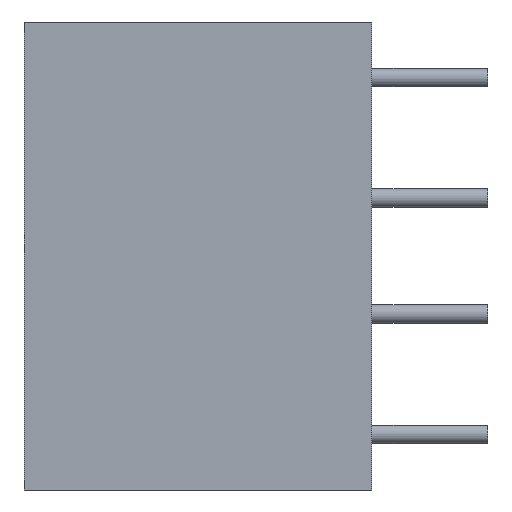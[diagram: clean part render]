
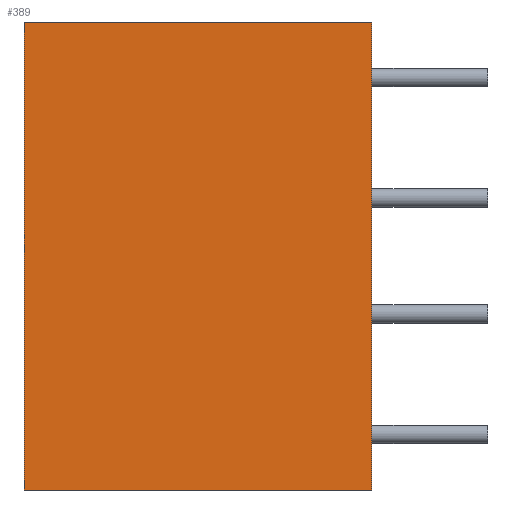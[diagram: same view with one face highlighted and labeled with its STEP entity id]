
A CAD part, left-side view. The second image highlights one B-rep face of the part: STEP entity #389.
In plain terms, the highlighted planar face has unit normal (-1, 0, 0).
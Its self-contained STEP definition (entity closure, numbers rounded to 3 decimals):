
#13 = ORIENTED_EDGE ( 'NONE', *, *, #705, .T. ) ;
#22 = DIRECTION ( 'NONE',  ( 1., 0., 0. ) ) ;
#31 = LINE ( 'NONE', #486, #468 ) ;
#56 = CARTESIAN_POINT ( 'NONE',  ( -17., 20., 10.1 ) ) ;
#60 = LINE ( 'NONE', #205, #383 ) ;
#69 = VERTEX_POINT ( 'NONE', #626 ) ;
#87 = EDGE_CURVE ( 'NONE', #632, #823, #544, .T. ) ;
#205 = CARTESIAN_POINT ( 'NONE',  ( -17., 20., 10.1 ) ) ;
#214 = DIRECTION ( 'NONE',  ( 0., 0., 1. ) ) ;
#216 = EDGE_CURVE ( 'NONE', #69, #564, #31, .T. ) ;
#223 = DIRECTION ( 'NONE',  ( 0., -1., 0. ) ) ;
#322 = ORIENTED_EDGE ( 'NONE', *, *, #216, .T. ) ;
#356 = ORIENTED_EDGE ( 'NONE', *, *, #87, .F. ) ;
#383 = VECTOR ( 'NONE', #647, 1000. ) ;
#389 = ADVANCED_FACE ( 'NONE', ( #649 ), #674, .F. ) ;
#422 = ORIENTED_EDGE ( 'NONE', *, *, #553, .F. ) ;
#468 = VECTOR ( 'NONE', #214, 1000. ) ;
#486 = CARTESIAN_POINT ( 'NONE',  ( -17., 5., 10.1 ) ) ;
#506 = CARTESIAN_POINT ( 'NONE',  ( -17., 20., -10.1 ) ) ;
#519 = DIRECTION ( 'NONE',  ( 0., 0., -1. ) ) ;
#544 = LINE ( 'NONE', #56, #714 ) ;
#553 = EDGE_CURVE ( 'NONE', #823, #564, #60, .T. ) ;
#564 = VERTEX_POINT ( 'NONE', #790 ) ;
#574 = LINE ( 'NONE', #663, #820 ) ;
#626 = CARTESIAN_POINT ( 'NONE',  ( -17., 5., -10.1 ) ) ;
#632 = VERTEX_POINT ( 'NONE', #506 ) ;
#647 = DIRECTION ( 'NONE',  ( 0., -1., 0. ) ) ;
#649 = FACE_OUTER_BOUND ( 'NONE', #700, .T. ) ;
#662 = AXIS2_PLACEMENT_3D ( 'NONE', #885, #22, #519 ) ;
#663 = CARTESIAN_POINT ( 'NONE',  ( -17., 20., -10.1 ) ) ;
#674 = PLANE ( 'NONE',  #662 ) ;
#684 = CARTESIAN_POINT ( 'NONE',  ( -17., 20., 10.1 ) ) ;
#700 = EDGE_LOOP ( 'NONE', ( #322, #422, #356, #13 ) ) ;
#705 = EDGE_CURVE ( 'NONE', #632, #69, #574, .T. ) ;
#714 = VECTOR ( 'NONE', #778, 1000. ) ;
#778 = DIRECTION ( 'NONE',  ( 0., 0., 1. ) ) ;
#790 = CARTESIAN_POINT ( 'NONE',  ( -17., 5., 10.1 ) ) ;
#820 = VECTOR ( 'NONE', #223, 1000. ) ;
#823 = VERTEX_POINT ( 'NONE', #684 ) ;
#885 = CARTESIAN_POINT ( 'NONE',  ( -17., 20., 10.1 ) ) ;
